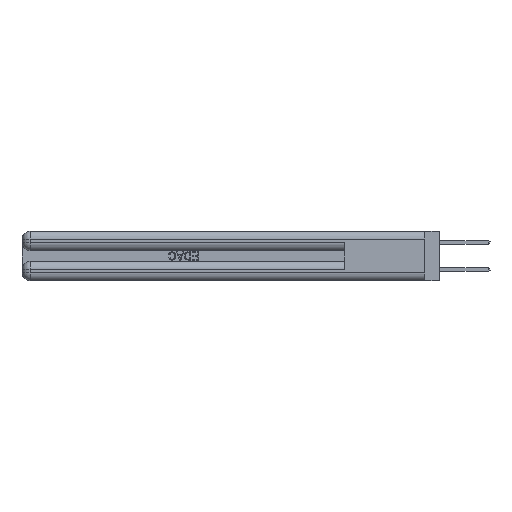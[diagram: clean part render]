
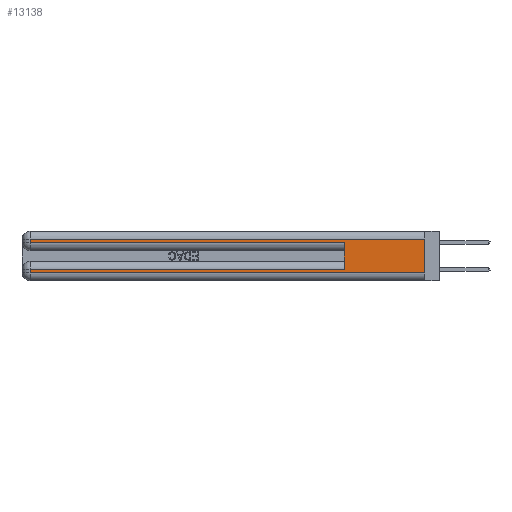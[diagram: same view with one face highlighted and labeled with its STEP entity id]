
A CAD part, left-side view. The second image highlights one B-rep face of the part: STEP entity #13138.
In plain terms, the highlighted planar face has unit normal (-1, 0, 0).
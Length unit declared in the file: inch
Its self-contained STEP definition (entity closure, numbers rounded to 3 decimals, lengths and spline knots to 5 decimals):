
#47 = CARTESIAN_POINT ( 'NONE',  ( 0., 2.94, 0.37 ) ) ;
#439 = LINE ( 'NONE', #10558, #17097 ) ;
#909 = VERTEX_POINT ( 'NONE', #29079 ) ;
#1114 = CARTESIAN_POINT ( 'NONE',  ( 0., 2.94, 0.37 ) ) ;
#1426 = EDGE_CURVE ( 'NONE', #18116, #24376, #16546, .T. ) ;
#1740 = LINE ( 'NONE', #18653, #34918 ) ;
#2070 = DIRECTION ( 'NONE',  ( 0., 0., 1. ) ) ;
#2176 = VECTOR ( 'NONE', #24362, 39.37008 ) ;
#3593 = DIRECTION ( 'NONE',  ( 0., 0., -1. ) ) ;
#3763 = CARTESIAN_POINT ( 'NONE',  ( 0., 0.6, 0.085 ) ) ;
#5223 = EDGE_CURVE ( 'NONE', #12732, #24376, #34194, .T. ) ;
#5718 = VERTEX_POINT ( 'NONE', #5754 ) ;
#5754 = CARTESIAN_POINT ( 'NONE',  ( 0., 0.6, 0.285 ) ) ;
#6803 = VECTOR ( 'NONE', #22143, 39.37008 ) ;
#7586 = AXIS2_PLACEMENT_3D ( 'NONE', #8584, #31682, #11906 ) ;
#7782 = VECTOR ( 'NONE', #15013, 39.37008 ) ;
#8567 = LINE ( 'NONE', #36384, #13191 ) ;
#8584 = CARTESIAN_POINT ( 'NONE',  ( 0., 0., 0.37 ) ) ;
#8887 = EDGE_CURVE ( 'NONE', #12732, #30689, #8567, .T. ) ;
#10155 = ORIENTED_EDGE ( 'NONE', *, *, #5223, .F. ) ;
#10558 = CARTESIAN_POINT ( 'NONE',  ( 0., 0., 0.085 ) ) ;
#11089 = LINE ( 'NONE', #1114, #2176 ) ;
#11327 = LINE ( 'NONE', #47, #27885 ) ;
#11906 = DIRECTION ( 'NONE',  ( 0., 0., -1. ) ) ;
#12732 = VERTEX_POINT ( 'NONE', #35736 ) ;
#13138 = ADVANCED_FACE ( 'NONE', ( #14436 ), #28394, .F. ) ;
#13191 = VECTOR ( 'NONE', #23295, 39.37008 ) ;
#14436 = FACE_OUTER_BOUND ( 'NONE', #28905, .T. ) ;
#15013 = DIRECTION ( 'NONE',  ( 0., -1., 0. ) ) ;
#16443 = VERTEX_POINT ( 'NONE', #3763 ) ;
#16546 = LINE ( 'NONE', #41363, #7782 ) ;
#16802 = EDGE_CURVE ( 'NONE', #909, #5718, #28814, .T. ) ;
#17097 = VECTOR ( 'NONE', #40246, 39.37008 ) ;
#17389 = CARTESIAN_POINT ( 'NONE',  ( 0., 0., 0.06 ) ) ;
#17533 = CARTESIAN_POINT ( 'NONE',  ( 0., 2.94, 0.31 ) ) ;
#18116 = VERTEX_POINT ( 'NONE', #23787 ) ;
#18187 = ORIENTED_EDGE ( 'NONE', *, *, #8887, .T. ) ;
#18653 = CARTESIAN_POINT ( 'NONE',  ( 0., 0.6, 0.145 ) ) ;
#21047 = VECTOR ( 'NONE', #22576, 39.37008 ) ;
#22143 = DIRECTION ( 'NONE',  ( 0., 0., -1. ) ) ;
#22576 = DIRECTION ( 'NONE',  ( 0., -1., 0. ) ) ;
#23295 = DIRECTION ( 'NONE',  ( 0., 1., 0. ) ) ;
#23787 = CARTESIAN_POINT ( 'NONE',  ( 0., 2.94, 0.06 ) ) ;
#24246 = EDGE_CURVE ( 'NONE', #30689, #909, #11327, .T. ) ;
#24362 = DIRECTION ( 'NONE',  ( 0., 0., -1. ) ) ;
#24376 = VERTEX_POINT ( 'NONE', #17389 ) ;
#25490 = CARTESIAN_POINT ( 'NONE',  ( 0., 0., 0.37 ) ) ;
#26137 = ORIENTED_EDGE ( 'NONE', *, *, #24246, .T. ) ;
#27168 = ORIENTED_EDGE ( 'NONE', *, *, #37092, .T. ) ;
#27315 = ORIENTED_EDGE ( 'NONE', *, *, #40027, .F. ) ;
#27885 = VECTOR ( 'NONE', #3593, 39.37008 ) ;
#28115 = ORIENTED_EDGE ( 'NONE', *, *, #1426, .T. ) ;
#28129 = ORIENTED_EDGE ( 'NONE', *, *, #34123, .T. ) ;
#28394 = PLANE ( 'NONE',  #7586 ) ;
#28814 = LINE ( 'NONE', #42302, #21047 ) ;
#28905 = EDGE_LOOP ( 'NONE', ( #10155, #18187, #26137, #36253, #27315, #27168, #28129, #28115 ) ) ;
#29079 = CARTESIAN_POINT ( 'NONE',  ( 0., 2.94, 0.285 ) ) ;
#30689 = VERTEX_POINT ( 'NONE', #17533 ) ;
#31682 = DIRECTION ( 'NONE',  ( 1., 0., 0. ) ) ;
#34078 = CARTESIAN_POINT ( 'NONE',  ( 0., 2.94, 0.085 ) ) ;
#34123 = EDGE_CURVE ( 'NONE', #37156, #18116, #11089, .T. ) ;
#34194 = LINE ( 'NONE', #25490, #6803 ) ;
#34918 = VECTOR ( 'NONE', #2070, 39.37008 ) ;
#35736 = CARTESIAN_POINT ( 'NONE',  ( 0., 0., 0.31 ) ) ;
#36253 = ORIENTED_EDGE ( 'NONE', *, *, #16802, .T. ) ;
#36384 = CARTESIAN_POINT ( 'NONE',  ( 0., 0., 0.31 ) ) ;
#37092 = EDGE_CURVE ( 'NONE', #16443, #37156, #439, .T. ) ;
#37156 = VERTEX_POINT ( 'NONE', #34078 ) ;
#40027 = EDGE_CURVE ( 'NONE', #16443, #5718, #1740, .T. ) ;
#40246 = DIRECTION ( 'NONE',  ( 0., 1., 0. ) ) ;
#41363 = CARTESIAN_POINT ( 'NONE',  ( 0., 0., 0.06 ) ) ;
#42302 = CARTESIAN_POINT ( 'NONE',  ( 0., 0., 0.285 ) ) ;
